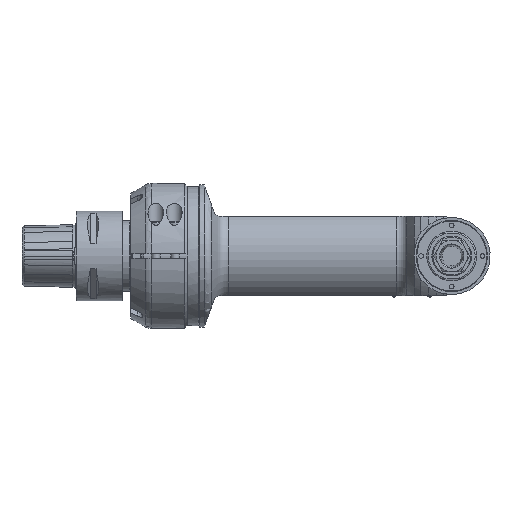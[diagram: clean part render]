
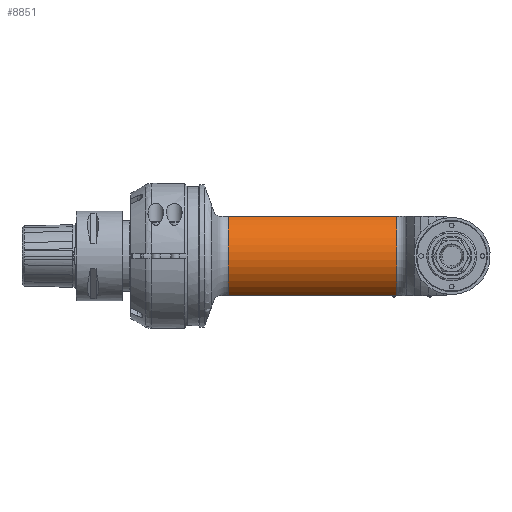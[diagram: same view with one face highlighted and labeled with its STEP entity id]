
A CAD part, front view. The second image highlights one B-rep face of the part: STEP entity #8851.
In plain terms, the highlighted cylindrical face has radius 32 mm (diameter 64 mm), a partial arc.
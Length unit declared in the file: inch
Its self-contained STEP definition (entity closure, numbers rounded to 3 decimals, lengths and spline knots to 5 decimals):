
#1051=FACE_OUTER_BOUND('',#1632,.T.);
#1632=EDGE_LOOP('',(#7551,#7552,#7553,#7554));
#2098=CIRCLE('',#9681,1.25984);
#2100=CIRCLE('',#9684,1.25984);
#2821=LINE('',#56787,#3377);
#2828=LINE('',#56951,#3384);
#3377=VECTOR('',#11610,4.66107);
#3384=VECTOR('',#11633,4.66107);
#4133=VERTEX_POINT('',#56773);
#4134=VERTEX_POINT('',#56786);
#4156=VERTEX_POINT('',#56926);
#4159=VERTEX_POINT('',#56950);
#5306=EDGE_CURVE('',#4134,#4133,#2821,.T.);
#5331=EDGE_CURVE('',#4156,#4133,#2098,.T.);
#5335=EDGE_CURVE('',#4156,#4159,#2828,.T.);
#5336=EDGE_CURVE('',#4134,#4159,#2100,.T.);
#7551=ORIENTED_EDGE('',*,*,#5331,.F.);
#7552=ORIENTED_EDGE('',*,*,#5335,.T.);
#7553=ORIENTED_EDGE('',*,*,#5336,.F.);
#7554=ORIENTED_EDGE('',*,*,#5306,.T.);
#8450=CYLINDRICAL_SURFACE('',#9683,1.25984);
#8851=ADVANCED_FACE('',(#1051),#8450,.T.);
#9681=AXIS2_PLACEMENT_3D('',#56927,#11627,#11628);
#9683=AXIS2_PLACEMENT_3D('',#56949,#11631,#11632);
#9684=AXIS2_PLACEMENT_3D('',#56952,#11634,#11635);
#11610=DIRECTION('',(-1.,0.,0.));
#11627=DIRECTION('center_axis',(-1.,0.,0.));
#11628=DIRECTION('ref_axis',(0.,-0.484,-0.875));
#11631=DIRECTION('center_axis',(-1.,0.,0.));
#11632=DIRECTION('ref_axis',(0.,-1.,0.));
#11633=DIRECTION('',(1.,0.,0.));
#11634=DIRECTION('center_axis',(1.,0.,0.));
#11635=DIRECTION('ref_axis',(0.,-1.,0.));
#56773=CARTESIAN_POINT('',(1.29882,-0.60992,1.10236));
#56786=CARTESIAN_POINT('',(5.95989,-0.60992,1.10236));
#56787=CARTESIAN_POINT('',(5.95989,-0.60992,1.10236));
#56926=CARTESIAN_POINT('',(1.29882,-0.60992,-1.10236));
#56927=CARTESIAN_POINT('Origin',(1.29882,0.,0.));
#56949=CARTESIAN_POINT('Origin',(1.63962,0.,0.));
#56950=CARTESIAN_POINT('',(5.95989,-0.60992,-1.10236));
#56951=CARTESIAN_POINT('',(1.29882,-0.60992,-1.10236));
#56952=CARTESIAN_POINT('Origin',(5.95989,0.,0.));
